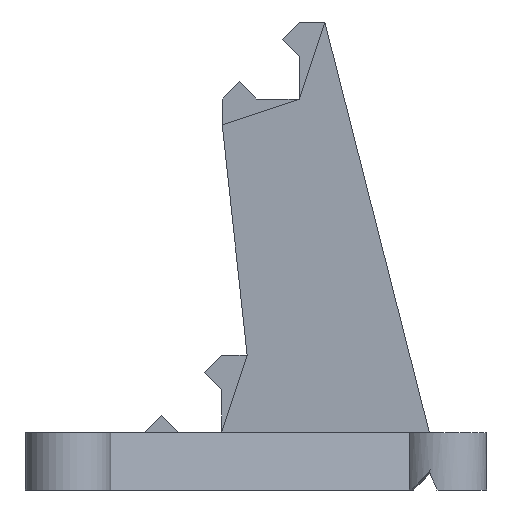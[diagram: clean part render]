
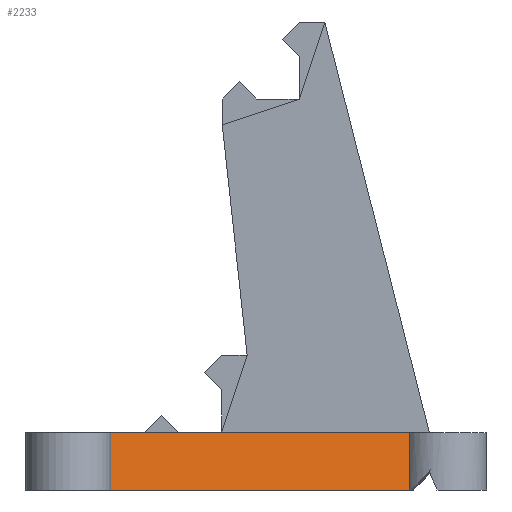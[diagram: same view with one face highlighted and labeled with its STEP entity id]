
A CAD part, front view. The second image highlights one B-rep face of the part: STEP entity #2233.
In plain terms, the highlighted planar face has unit normal (0.481, -0.877, 0).
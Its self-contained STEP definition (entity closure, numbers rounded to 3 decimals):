
#73 = PLANE('',#74);
#74 = AXIS2_PLACEMENT_3D('',#75,#76,#77);
#75 = CARTESIAN_POINT('',(35.864,0.,
    -69.051));
#76 = DIRECTION('',(0.,0.,-1.));
#77 = DIRECTION('',(1.,0.,0.));
#128 = PLANE('',#129);
#129 = AXIS2_PLACEMENT_3D('',#130,#131,#132);
#130 = CARTESIAN_POINT('',(35.864,0.,
    -79.051));
#131 = DIRECTION('',(0.,0.,-1.));
#132 = DIRECTION('',(1.,0.,0.));
#494 = CYLINDRICAL_SURFACE('',#495,7.5);
#495 = AXIS2_PLACEMENT_3D('',#496,#497,#498);
#496 = CARTESIAN_POINT('',(35.864,0.,-74.051));
#497 = DIRECTION('',(0.,-0.,1.));
#498 = DIRECTION('',(0.,1.,0.));
#791 = VERTEX_POINT('',#792);
#792 = CARTESIAN_POINT('',(29.827,-4.451,
    -79.051));
#818 = EDGE_CURVE('',#791,#819,#821,.T.);
#819 = VERTEX_POINT('',#820);
#820 = CARTESIAN_POINT('',(-23.029,-33.442,
    -79.051));
#821 = SURFACE_CURVE('',#822,(#826,#833),.PCURVE_S1.);
#822 = LINE('',#823,#824);
#823 = CARTESIAN_POINT('',(36.345,-0.877,
    -79.051));
#824 = VECTOR('',#825,1.);
#825 = DIRECTION('',(-0.877,-0.481,0.));
#826 = PCURVE('',#128,#827);
#827 = DEFINITIONAL_REPRESENTATION('',(#828),#832);
#828 = LINE('',#829,#830);
#829 = CARTESIAN_POINT('',(0.481,0.877));
#830 = VECTOR('',#831,1.);
#831 = DIRECTION('',(-0.877,0.481));
#832 = ( GEOMETRIC_REPRESENTATION_CONTEXT(2) 
PARAMETRIC_REPRESENTATION_CONTEXT() REPRESENTATION_CONTEXT('2D SPACE',''
  ) );
#833 = PCURVE('',#834,#839);
#834 = PLANE('',#835);
#835 = AXIS2_PLACEMENT_3D('',#836,#837,#838);
#836 = CARTESIAN_POINT('',(3.399,-18.947,
    -74.051));
#837 = DIRECTION('',(0.481,-0.877,0.));
#838 = DIRECTION('',(-0.877,-0.481,-0.));
#839 = DEFINITIONAL_REPRESENTATION('',(#840),#844);
#840 = LINE('',#841,#842);
#841 = CARTESIAN_POINT('',(-37.575,5.));
#842 = VECTOR('',#843,1.);
#843 = DIRECTION('',(1.,0.));
#844 = ( GEOMETRIC_REPRESENTATION_CONTEXT(2) 
PARAMETRIC_REPRESENTATION_CONTEXT() REPRESENTATION_CONTEXT('2D SPACE',''
  ) );
#861 = CYLINDRICAL_SURFACE('',#862,7.5);
#862 = AXIS2_PLACEMENT_3D('',#863,#864,#865);
#863 = CARTESIAN_POINT('',(-30.027,-36.14,
    -74.051));
#864 = DIRECTION('',(0.,0.,-1.));
#865 = DIRECTION('',(0.,1.,0.));
#1827 = VERTEX_POINT('',#1828);
#1828 = CARTESIAN_POINT('',(29.827,-4.451,
    -69.051));
#1850 = EDGE_CURVE('',#1851,#1827,#1853,.T.);
#1851 = VERTEX_POINT('',#1852);
#1852 = CARTESIAN_POINT('',(-23.029,-33.442,
    -69.051));
#1853 = SURFACE_CURVE('',#1854,(#1858,#1865),.PCURVE_S1.);
#1854 = LINE('',#1855,#1856);
#1855 = CARTESIAN_POINT('',(-29.546,-37.016,
    -69.051));
#1856 = VECTOR('',#1857,1.);
#1857 = DIRECTION('',(0.877,0.481,0.));
#1858 = PCURVE('',#73,#1859);
#1859 = DEFINITIONAL_REPRESENTATION('',(#1860),#1864);
#1860 = LINE('',#1861,#1862);
#1861 = CARTESIAN_POINT('',(-65.409,37.016));
#1862 = VECTOR('',#1863,1.);
#1863 = DIRECTION('',(0.877,-0.481));
#1864 = ( GEOMETRIC_REPRESENTATION_CONTEXT(2) 
PARAMETRIC_REPRESENTATION_CONTEXT() REPRESENTATION_CONTEXT('2D SPACE',''
  ) );
#1865 = PCURVE('',#834,#1866);
#1866 = DEFINITIONAL_REPRESENTATION('',(#1867),#1871);
#1867 = LINE('',#1868,#1869);
#1868 = CARTESIAN_POINT('',(37.575,-5.));
#1869 = VECTOR('',#1870,1.);
#1870 = DIRECTION('',(-1.,0.));
#1871 = ( GEOMETRIC_REPRESENTATION_CONTEXT(2) 
PARAMETRIC_REPRESENTATION_CONTEXT() REPRESENTATION_CONTEXT('2D SPACE',''
  ) );
#2212 = EDGE_CURVE('',#819,#1851,#2213,.T.);
#2213 = SURFACE_CURVE('',#2214,(#2218,#2225),.PCURVE_S1.);
#2214 = LINE('',#2215,#2216);
#2215 = CARTESIAN_POINT('',(-23.029,-33.442,
    -79.051));
#2216 = VECTOR('',#2217,1.);
#2217 = DIRECTION('',(0.,0.,1.));
#2218 = PCURVE('',#861,#2219);
#2219 = DEFINITIONAL_REPRESENTATION('',(#2220),#2224);
#2220 = LINE('',#2221,#2222);
#2221 = CARTESIAN_POINT('',(1.203,5.));
#2222 = VECTOR('',#2223,1.);
#2223 = DIRECTION('',(0.,-1.));
#2224 = ( GEOMETRIC_REPRESENTATION_CONTEXT(2) 
PARAMETRIC_REPRESENTATION_CONTEXT() REPRESENTATION_CONTEXT('2D SPACE',''
  ) );
#2225 = PCURVE('',#834,#2226);
#2226 = DEFINITIONAL_REPRESENTATION('',(#2227),#2231);
#2227 = LINE('',#2228,#2229);
#2228 = CARTESIAN_POINT('',(30.142,5.));
#2229 = VECTOR('',#2230,1.);
#2230 = DIRECTION('',(0.,-1.));
#2231 = ( GEOMETRIC_REPRESENTATION_CONTEXT(2) 
PARAMETRIC_REPRESENTATION_CONTEXT() REPRESENTATION_CONTEXT('2D SPACE',''
  ) );
#2233 = ADVANCED_FACE('',(#2234),#834,.T.);
#2234 = FACE_BOUND('',#2235,.F.);
#2235 = EDGE_LOOP('',(#2236,#2237,#2238,#2259));
#2236 = ORIENTED_EDGE('',*,*,#2212,.T.);
#2237 = ORIENTED_EDGE('',*,*,#1850,.T.);
#2238 = ORIENTED_EDGE('',*,*,#2239,.F.);
#2239 = EDGE_CURVE('',#791,#1827,#2240,.T.);
#2240 = SURFACE_CURVE('',#2241,(#2245,#2252),.PCURVE_S1.);
#2241 = LINE('',#2242,#2243);
#2242 = CARTESIAN_POINT('',(29.827,-4.451,
    -74.051));
#2243 = VECTOR('',#2244,1.);
#2244 = DIRECTION('',(0.,-0.,1.));
#2245 = PCURVE('',#834,#2246);
#2246 = DEFINITIONAL_REPRESENTATION('',(#2247),#2251);
#2247 = LINE('',#2248,#2249);
#2248 = CARTESIAN_POINT('',(-30.142,0.));
#2249 = VECTOR('',#2250,1.);
#2250 = DIRECTION('',(0.,-1.));
#2251 = ( GEOMETRIC_REPRESENTATION_CONTEXT(2) 
PARAMETRIC_REPRESENTATION_CONTEXT() REPRESENTATION_CONTEXT('2D SPACE',''
  ) );
#2252 = PCURVE('',#494,#2253);
#2253 = DEFINITIONAL_REPRESENTATION('',(#2254),#2258);
#2254 = LINE('',#2255,#2256);
#2255 = CARTESIAN_POINT('',(-10.36,0.));
#2256 = VECTOR('',#2257,1.);
#2257 = DIRECTION('',(-0.,1.));
#2258 = ( GEOMETRIC_REPRESENTATION_CONTEXT(2) 
PARAMETRIC_REPRESENTATION_CONTEXT() REPRESENTATION_CONTEXT('2D SPACE',''
  ) );
#2259 = ORIENTED_EDGE('',*,*,#818,.T.);
